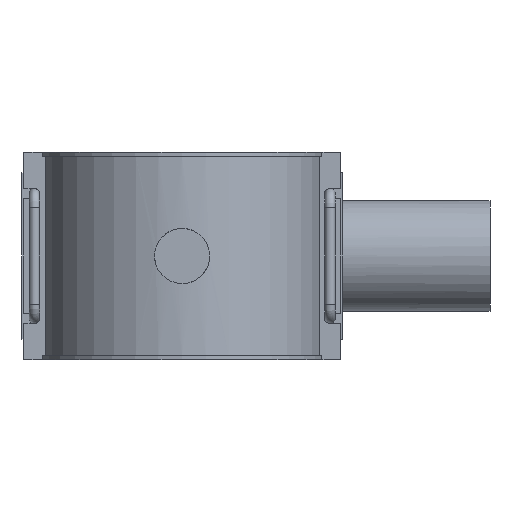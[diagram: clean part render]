
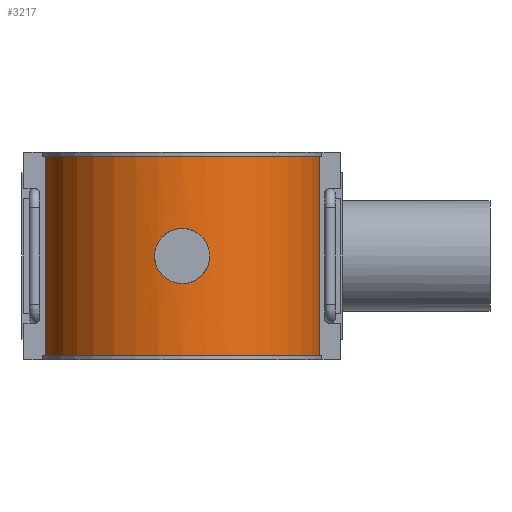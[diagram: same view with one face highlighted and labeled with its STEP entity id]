
A CAD part, front view. The second image highlights one B-rep face of the part: STEP entity #3217.
In plain terms, the highlighted cylindrical face has radius 79.8 mm (diameter 159.6 mm), a partial arc.
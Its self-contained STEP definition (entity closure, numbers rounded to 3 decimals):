
#116=LINE('',#5570,#403);
#151=LINE('',#5830,#438);
#403=VECTOR('',#3942,113.28);
#438=VECTOR('',#4019,113.28);
#634=FACE_BOUND('',#1057,.T.);
#683=B_SPLINE_CURVE_WITH_KNOTS('',3,(#5164,#5165,#5166,#5167,#5168,#5169,
#5170,#5171,#5172,#5173,#5174,#5175,#5176,#5177,#5178,#5179,#5180,#5181,
#5182,#5183,#5184,#5185,#5186,#5187,#5188,#5189,#5190,#5191,#5192,#5193,
#5194,#5195,#5196,#5197,#5198,#5199,#5200,#5201,#5202,#5203,#5204,#5205,
#5206,#5207,#5208,#5209,#5210,#5211,#5212,#5213,#5214,#5215,#5216,#5217,
#5218,#5219,#5220,#5221,#5222,#5223,#5224,#5225,#5226,#5227,#5228,#5229),
 .UNSPECIFIED.,.T.,.F.,(4,2,2,2,2,2,2,2,2,2,2,2,2,2,2,2,2,2,2,2,2,2,2,2,
2,2,2,2,2,2,2,2,4),(0.,0.296,0.592,0.888,
1.185,1.481,1.777,2.073,2.369,
2.665,2.962,3.258,3.554,3.85,
4.146,4.442,4.738,5.035,5.331,
5.627,5.923,6.219,6.515,6.812,
7.108,7.404,7.7,7.996,8.292,
8.588,8.885,9.181,9.477),
 .UNSPECIFIED.);
#748=CYLINDRICAL_SURFACE('',#3472,79.8);
#845=FACE_OUTER_BOUND('',#1056,.T.);
#1056=EDGE_LOOP('',(#2437,#2438,#2439,#2440));
#1057=EDGE_LOOP('',(#2441));
#1261=CIRCLE('',#3448,79.8);
#1269=CIRCLE('',#3462,79.8);
#1406=VERTEX_POINT('',#5163);
#1421=VERTEX_POINT('',#5555);
#1422=VERTEX_POINT('',#5557);
#1426=VERTEX_POINT('',#5569);
#1447=VERTEX_POINT('',#5640);
#1755=EDGE_CURVE('',#1406,#1406,#683,.T.);
#1774=EDGE_CURVE('',#1421,#1422,#1261,.T.);
#1779=EDGE_CURVE('',#1421,#1426,#116,.T.);
#1803=EDGE_CURVE('',#1447,#1426,#1269,.T.);
#1838=EDGE_CURVE('',#1422,#1447,#151,.T.);
#2437=ORIENTED_EDGE('',*,*,#1774,.T.);
#2438=ORIENTED_EDGE('',*,*,#1838,.T.);
#2439=ORIENTED_EDGE('',*,*,#1803,.T.);
#2440=ORIENTED_EDGE('',*,*,#1779,.F.);
#2441=ORIENTED_EDGE('',*,*,#1755,.T.);
#3217=ADVANCED_FACE('',(#845,#634),#748,.T.);
#3448=AXIS2_PLACEMENT_3D('',#5559,#3932,#3933);
#3462=AXIS2_PLACEMENT_3D('',#5641,#3979,#3980);
#3472=AXIS2_PLACEMENT_3D('',#5831,#4020,#4021);
#3932=DIRECTION('center_axis',(0.,0.,1.));
#3933=DIRECTION('ref_axis',(1.,0.,0.));
#3942=DIRECTION('',(0.,0.,1.));
#3979=DIRECTION('center_axis',(0.,0.,-1.));
#3980=DIRECTION('ref_axis',(1.,0.,0.));
#4019=DIRECTION('',(0.,0.,1.));
#4020=DIRECTION('center_axis',(0.,0.,1.));
#4021=DIRECTION('ref_axis',(1.,0.,0.));
#5163=CARTESIAN_POINT('',(15.68,-78.244,0.));
#5164=CARTESIAN_POINT('Ctrl Pts',(15.68,-78.244,0.));
#5165=CARTESIAN_POINT('Ctrl Pts',(15.68,-78.244,-0.987));
#5166=CARTESIAN_POINT('Ctrl Pts',(15.585,-78.264,-2.007));
#5167=CARTESIAN_POINT('Ctrl Pts',(15.187,-78.342,-4.035));
#5168=CARTESIAN_POINT('Ctrl Pts',(14.884,-78.401,-5.042));
#5169=CARTESIAN_POINT('Ctrl Pts',(14.083,-78.549,-6.973));
#5170=CARTESIAN_POINT('Ctrl Pts',(13.585,-78.637,-7.898));
#5171=CARTESIAN_POINT('Ctrl Pts',(12.434,-78.827,-9.608));
#5172=CARTESIAN_POINT('Ctrl Pts',(11.782,-78.929,-10.393));
#5173=CARTESIAN_POINT('Ctrl Pts',(10.393,-79.123,-11.782));
#5174=CARTESIAN_POINT('Ctrl Pts',(9.608,-79.224,-12.434));
#5175=CARTESIAN_POINT('Ctrl Pts',(7.898,-79.413,-13.585));
#5176=CARTESIAN_POINT('Ctrl Pts',(6.973,-79.501,-14.083));
#5177=CARTESIAN_POINT('Ctrl Pts',(5.042,-79.646,-14.884));
#5178=CARTESIAN_POINT('Ctrl Pts',(4.035,-79.704,-15.187));
#5179=CARTESIAN_POINT('Ctrl Pts',(2.007,-79.781,-15.585));
#5180=CARTESIAN_POINT('Ctrl Pts',(0.987,-79.8,-15.68));
#5181=CARTESIAN_POINT('Ctrl Pts',(-0.987,-79.8,-15.68));
#5182=CARTESIAN_POINT('Ctrl Pts',(-2.007,-79.781,-15.585));
#5183=CARTESIAN_POINT('Ctrl Pts',(-4.035,-79.704,-15.187));
#5184=CARTESIAN_POINT('Ctrl Pts',(-5.042,-79.646,-14.884));
#5185=CARTESIAN_POINT('Ctrl Pts',(-6.973,-79.501,-14.083));
#5186=CARTESIAN_POINT('Ctrl Pts',(-7.898,-79.413,-13.585));
#5187=CARTESIAN_POINT('Ctrl Pts',(-9.608,-79.224,-12.434));
#5188=CARTESIAN_POINT('Ctrl Pts',(-10.393,-79.123,-11.782));
#5189=CARTESIAN_POINT('Ctrl Pts',(-11.782,-78.929,-10.393));
#5190=CARTESIAN_POINT('Ctrl Pts',(-12.434,-78.827,-9.608));
#5191=CARTESIAN_POINT('Ctrl Pts',(-13.585,-78.637,-7.898));
#5192=CARTESIAN_POINT('Ctrl Pts',(-14.083,-78.549,-6.973));
#5193=CARTESIAN_POINT('Ctrl Pts',(-14.884,-78.401,-5.042));
#5194=CARTESIAN_POINT('Ctrl Pts',(-15.187,-78.342,-4.035));
#5195=CARTESIAN_POINT('Ctrl Pts',(-15.585,-78.264,-2.007));
#5196=CARTESIAN_POINT('Ctrl Pts',(-15.68,-78.244,-0.987));
#5197=CARTESIAN_POINT('Ctrl Pts',(-15.68,-78.244,0.987));
#5198=CARTESIAN_POINT('Ctrl Pts',(-15.585,-78.264,2.007));
#5199=CARTESIAN_POINT('Ctrl Pts',(-15.187,-78.342,4.035));
#5200=CARTESIAN_POINT('Ctrl Pts',(-14.884,-78.401,5.042));
#5201=CARTESIAN_POINT('Ctrl Pts',(-14.083,-78.549,6.973));
#5202=CARTESIAN_POINT('Ctrl Pts',(-13.585,-78.637,7.898));
#5203=CARTESIAN_POINT('Ctrl Pts',(-12.434,-78.827,9.608));
#5204=CARTESIAN_POINT('Ctrl Pts',(-11.782,-78.929,10.393));
#5205=CARTESIAN_POINT('Ctrl Pts',(-10.393,-79.123,11.782));
#5206=CARTESIAN_POINT('Ctrl Pts',(-9.608,-79.224,12.434));
#5207=CARTESIAN_POINT('Ctrl Pts',(-7.898,-79.413,13.585));
#5208=CARTESIAN_POINT('Ctrl Pts',(-6.973,-79.501,14.083));
#5209=CARTESIAN_POINT('Ctrl Pts',(-5.042,-79.646,14.884));
#5210=CARTESIAN_POINT('Ctrl Pts',(-4.035,-79.704,15.187));
#5211=CARTESIAN_POINT('Ctrl Pts',(-2.007,-79.781,15.585));
#5212=CARTESIAN_POINT('Ctrl Pts',(-0.987,-79.8,15.68));
#5213=CARTESIAN_POINT('Ctrl Pts',(0.987,-79.8,15.68));
#5214=CARTESIAN_POINT('Ctrl Pts',(2.007,-79.781,15.585));
#5215=CARTESIAN_POINT('Ctrl Pts',(4.035,-79.704,15.187));
#5216=CARTESIAN_POINT('Ctrl Pts',(5.042,-79.646,14.884));
#5217=CARTESIAN_POINT('Ctrl Pts',(6.973,-79.501,14.083));
#5218=CARTESIAN_POINT('Ctrl Pts',(7.898,-79.413,13.585));
#5219=CARTESIAN_POINT('Ctrl Pts',(9.608,-79.224,12.434));
#5220=CARTESIAN_POINT('Ctrl Pts',(10.393,-79.123,11.782));
#5221=CARTESIAN_POINT('Ctrl Pts',(11.782,-78.929,10.393));
#5222=CARTESIAN_POINT('Ctrl Pts',(12.434,-78.827,9.608));
#5223=CARTESIAN_POINT('Ctrl Pts',(13.585,-78.637,7.898));
#5224=CARTESIAN_POINT('Ctrl Pts',(14.083,-78.549,6.973));
#5225=CARTESIAN_POINT('Ctrl Pts',(14.884,-78.401,5.042));
#5226=CARTESIAN_POINT('Ctrl Pts',(15.187,-78.342,4.035));
#5227=CARTESIAN_POINT('Ctrl Pts',(15.585,-78.264,2.007));
#5228=CARTESIAN_POINT('Ctrl Pts',(15.68,-78.244,0.987));
#5229=CARTESIAN_POINT('Ctrl Pts',(15.68,-78.244,0.));
#5555=CARTESIAN_POINT('',(-77.857,-17.5,-56.64));
#5557=CARTESIAN_POINT('',(77.857,-17.5,-56.64));
#5559=CARTESIAN_POINT('Origin',(0.,0.,-56.64));
#5569=CARTESIAN_POINT('',(-77.857,-17.5,56.64));
#5570=CARTESIAN_POINT('',(-77.857,-17.5,0.));
#5640=CARTESIAN_POINT('',(77.857,-17.5,56.64));
#5641=CARTESIAN_POINT('Origin',(0.,0.,56.64));
#5830=CARTESIAN_POINT('',(77.857,-17.5,0.));
#5831=CARTESIAN_POINT('Origin',(0.,0.,0.));
